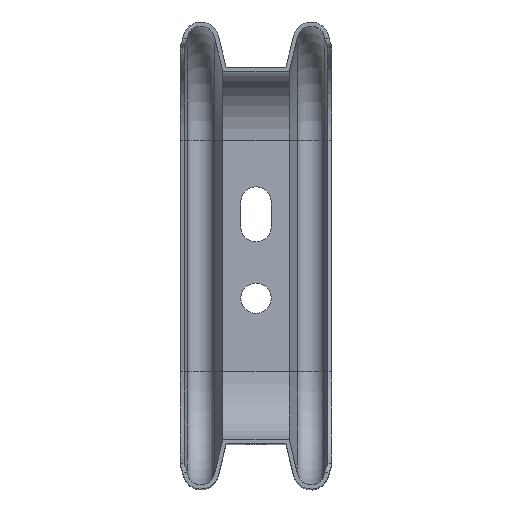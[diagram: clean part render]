
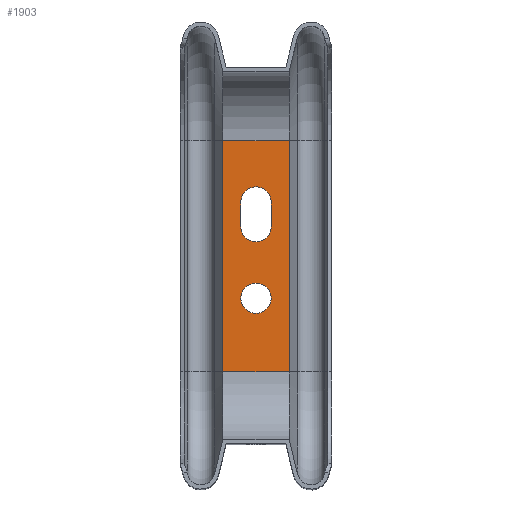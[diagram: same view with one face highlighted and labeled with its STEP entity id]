
A CAD part, top view. The second image highlights one B-rep face of the part: STEP entity #1903.
In plain terms, the highlighted planar face has unit normal (0, 0, 1).
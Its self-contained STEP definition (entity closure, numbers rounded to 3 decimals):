
#13 = CARTESIAN_POINT ( 'NONE',  ( 0., -47.25, -91. ) ) ;
#35 = LINE ( 'NONE', #2909, #694 ) ;
#88 = ORIENTED_EDGE ( 'NONE', *, *, #2096, .F. ) ;
#136 = DIRECTION ( 'NONE',  ( 0., -1., 0. ) ) ;
#149 = AXIS2_PLACEMENT_3D ( 'NONE', #1482, #3233, #1738 ) ;
#157 = ORIENTED_EDGE ( 'NONE', *, *, #1172, .F. ) ;
#246 = EDGE_CURVE ( 'NONE', #1501, #2614, #3104, .T. ) ;
#258 = DIRECTION ( 'NONE',  ( 1., 0., 0. ) ) ;
#459 = EDGE_CURVE ( 'NONE', #601, #976, #1584, .T. ) ;
#552 = VECTOR ( 'NONE', #768, 1000. ) ;
#567 = VECTOR ( 'NONE', #1092, 1000. ) ;
#601 = VERTEX_POINT ( 'NONE', #2727 ) ;
#649 = EDGE_CURVE ( 'NONE', #976, #2260, #1267, .T. ) ;
#694 = VECTOR ( 'NONE', #2414, 1000. ) ;
#699 = AXIS2_PLACEMENT_3D ( 'NONE', #2469, #922, #2725 ) ;
#768 = DIRECTION ( 'NONE',  ( 0., -1., 0. ) ) ;
#776 = EDGE_CURVE ( 'NONE', #1385, #2260, #35, .T. ) ;
#825 = ORIENTED_EDGE ( 'NONE', *, *, #246, .F. ) ;
#829 = CARTESIAN_POINT ( 'NONE',  ( 5.5, -56.25, -91. ) ) ;
#895 = VECTOR ( 'NONE', #136, 1000. ) ;
#907 = ORIENTED_EDGE ( 'NONE', *, *, #649, .T. ) ;
#922 = DIRECTION ( 'NONE',  ( 0., 0., 1. ) ) ;
#976 = VERTEX_POINT ( 'NONE', #1918 ) ;
#999 = CIRCLE ( 'NONE', #149, 5.5 ) ;
#1092 = DIRECTION ( 'NONE',  ( 0., 1., 0. ) ) ;
#1101 = CARTESIAN_POINT ( 'NONE',  ( 5.5, -47.25, -91. ) ) ;
#1102 = PLANE ( 'NONE',  #3158 ) ;
#1135 = EDGE_LOOP ( 'NONE', ( #2209, #2866, #907, #2285 ) ) ;
#1172 = EDGE_CURVE ( 'NONE', #2614, #2129, #3181, .T. ) ;
#1186 = LINE ( 'NONE', #829, #567 ) ;
#1219 = FACE_BOUND ( 'NONE', #2025, .T. ) ;
#1267 = LINE ( 'NONE', #1327, #1873 ) ;
#1327 = CARTESIAN_POINT ( 'NONE',  ( 12., -109., -91. ) ) ;
#1338 = LINE ( 'NONE', #3268, #1945 ) ;
#1385 = VERTEX_POINT ( 'NONE', #2812 ) ;
#1401 = CARTESIAN_POINT ( 'NONE',  ( -12., -25., -91. ) ) ;
#1482 = CARTESIAN_POINT ( 'NONE',  ( 0., -56.25, -91. ) ) ;
#1501 = VERTEX_POINT ( 'NONE', #1101 ) ;
#1518 = ORIENTED_EDGE ( 'NONE', *, *, #2815, .F. ) ;
#1584 = LINE ( 'NONE', #1401, #895 ) ;
#1619 = VERTEX_POINT ( 'NONE', #3204 ) ;
#1629 = DIRECTION ( 'NONE',  ( 0., 1., 0. ) ) ;
#1668 = CIRCLE ( 'NONE', #699, 5.5 ) ;
#1730 = EDGE_CURVE ( 'NONE', #601, #1385, #1338, .T. ) ;
#1738 = DIRECTION ( 'NONE',  ( 1., 0., 0. ) ) ;
#1747 = CARTESIAN_POINT ( 'NONE',  ( -5.5, -56.25, -91. ) ) ;
#1770 = DIRECTION ( 'NONE',  ( 1., 0., 0. ) ) ;
#1794 = DIRECTION ( 'NONE',  ( 0., 0., 1. ) ) ;
#1848 = DIRECTION ( 'NONE',  ( 1., 0., 0. ) ) ;
#1873 = VECTOR ( 'NONE', #1848, 1000. ) ;
#1901 = FACE_OUTER_BOUND ( 'NONE', #1135, .T. ) ;
#1903 = ADVANCED_FACE ( 'NONE', ( #3143, #1219, #1901 ), #1102, .F. ) ;
#1918 = CARTESIAN_POINT ( 'NONE',  ( -12., -109., -91. ) ) ;
#1945 = VECTOR ( 'NONE', #1770, 1000. ) ;
#2025 = EDGE_LOOP ( 'NONE', ( #1518 ) ) ;
#2044 = ORIENTED_EDGE ( 'NONE', *, *, #3000, .F. ) ;
#2096 = EDGE_CURVE ( 'NONE', #2129, #1619, #999, .T. ) ;
#2097 = EDGE_LOOP ( 'NONE', ( #2044, #88, #157, #825 ) ) ;
#2128 = CARTESIAN_POINT ( 'NONE',  ( -5.5, -47.25, -91. ) ) ;
#2129 = VERTEX_POINT ( 'NONE', #1747 ) ;
#2209 = ORIENTED_EDGE ( 'NONE', *, *, #1730, .F. ) ;
#2260 = VERTEX_POINT ( 'NONE', #2523 ) ;
#2268 = VERTEX_POINT ( 'NONE', #2733 ) ;
#2285 = ORIENTED_EDGE ( 'NONE', *, *, #776, .F. ) ;
#2315 = CARTESIAN_POINT ( 'NONE',  ( -5.5, -56.25, -91. ) ) ;
#2414 = DIRECTION ( 'NONE',  ( 0., -1., 0. ) ) ;
#2469 = CARTESIAN_POINT ( 'NONE',  ( 0., -82.25, -91. ) ) ;
#2523 = CARTESIAN_POINT ( 'NONE',  ( 12., -109., -91. ) ) ;
#2614 = VERTEX_POINT ( 'NONE', #2128 ) ;
#2725 = DIRECTION ( 'NONE',  ( 1., 0., 0. ) ) ;
#2727 = CARTESIAN_POINT ( 'NONE',  ( -12., -25., -91. ) ) ;
#2733 = CARTESIAN_POINT ( 'NONE',  ( 5.5, -82.25, -91. ) ) ;
#2812 = CARTESIAN_POINT ( 'NONE',  ( 12., -25., -91. ) ) ;
#2815 = EDGE_CURVE ( 'NONE', #2268, #2268, #1668, .T. ) ;
#2866 = ORIENTED_EDGE ( 'NONE', *, *, #459, .T. ) ;
#2889 = CARTESIAN_POINT ( 'NONE',  ( 12., -25., -91. ) ) ;
#2909 = CARTESIAN_POINT ( 'NONE',  ( 12., -25., -91. ) ) ;
#3000 = EDGE_CURVE ( 'NONE', #1619, #1501, #1186, .T. ) ;
#3104 = CIRCLE ( 'NONE', #3176, 5.5 ) ;
#3129 = DIRECTION ( 'NONE',  ( 0., 0., -1. ) ) ;
#3143 = FACE_BOUND ( 'NONE', #2097, .T. ) ;
#3158 = AXIS2_PLACEMENT_3D ( 'NONE', #2889, #3129, #1629 ) ;
#3176 = AXIS2_PLACEMENT_3D ( 'NONE', #13, #1794, #258 ) ;
#3181 = LINE ( 'NONE', #2315, #552 ) ;
#3204 = CARTESIAN_POINT ( 'NONE',  ( 5.5, -56.25, -91. ) ) ;
#3233 = DIRECTION ( 'NONE',  ( 0., 0., 1. ) ) ;
#3268 = CARTESIAN_POINT ( 'NONE',  ( 12., -25., -91. ) ) ;
